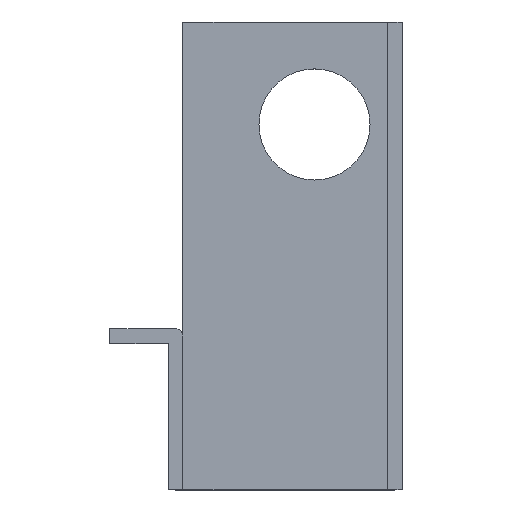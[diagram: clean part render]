
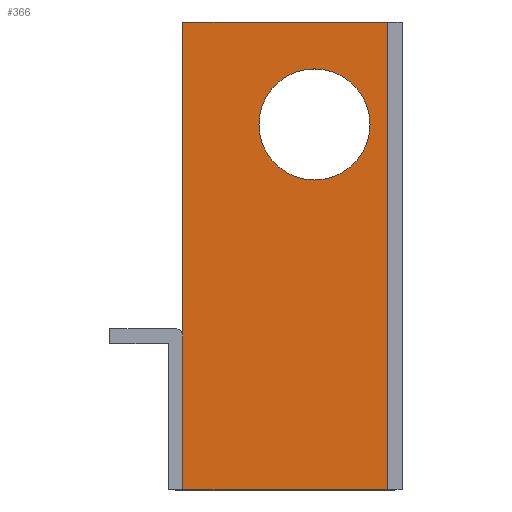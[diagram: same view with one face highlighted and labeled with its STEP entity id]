
A CAD part, top view. The second image highlights one B-rep face of the part: STEP entity #366.
In plain terms, the highlighted planar face has unit normal (0, 0, 1).
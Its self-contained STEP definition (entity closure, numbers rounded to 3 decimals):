
#88 = VERTEX_POINT('',#89);
#89 = CARTESIAN_POINT('',(-7.5,-16.,1.));
#95 = EDGE_CURVE('',#88,#96,#98,.T.);
#96 = VERTEX_POINT('',#97);
#97 = CARTESIAN_POINT('',(-7.5,-6.,1.));
#98 = LINE('',#99,#100);
#99 = CARTESIAN_POINT('',(-7.5,-16.,1.));
#100 = VECTOR('',#101,1.);
#101 = DIRECTION('',(0.,1.,0.));
#205 = VERTEX_POINT('',#206);
#206 = CARTESIAN_POINT('',(6.5,-16.,1.));
#212 = EDGE_CURVE('',#205,#88,#213,.T.);
#213 = LINE('',#214,#215);
#214 = CARTESIAN_POINT('',(7.5,-16.,1.));
#215 = VECTOR('',#216,1.);
#216 = DIRECTION('',(-1.,0.,0.));
#366 = ADVANCED_FACE('',(#367,#393),#404,.T.);
#367 = FACE_BOUND('',#368,.T.);
#368 = EDGE_LOOP('',(#369,#370,#371,#379,#387));
#369 = ORIENTED_EDGE('',*,*,#95,.F.);
#370 = ORIENTED_EDGE('',*,*,#212,.F.);
#371 = ORIENTED_EDGE('',*,*,#372,.F.);
#372 = EDGE_CURVE('',#373,#205,#375,.T.);
#373 = VERTEX_POINT('',#374);
#374 = CARTESIAN_POINT('',(6.5,16.,1.));
#375 = LINE('',#376,#377);
#376 = CARTESIAN_POINT('',(6.5,16.,1.));
#377 = VECTOR('',#378,1.);
#378 = DIRECTION('',(0.,-1.,0.));
#379 = ORIENTED_EDGE('',*,*,#380,.F.);
#380 = EDGE_CURVE('',#381,#373,#383,.T.);
#381 = VERTEX_POINT('',#382);
#382 = CARTESIAN_POINT('',(-7.5,16.,1.));
#383 = LINE('',#384,#385);
#384 = CARTESIAN_POINT('',(-7.5,16.,1.));
#385 = VECTOR('',#386,1.);
#386 = DIRECTION('',(1.,0.,0.));
#387 = ORIENTED_EDGE('',*,*,#388,.F.);
#388 = EDGE_CURVE('',#96,#381,#389,.T.);
#389 = LINE('',#390,#391);
#390 = CARTESIAN_POINT('',(-7.5,-6.,1.));
#391 = VECTOR('',#392,1.);
#392 = DIRECTION('',(0.,1.,0.));
#393 = FACE_BOUND('',#394,.T.);
#394 = EDGE_LOOP('',(#395));
#395 = ORIENTED_EDGE('',*,*,#396,.F.);
#396 = EDGE_CURVE('',#397,#397,#399,.T.);
#397 = VERTEX_POINT('',#398);
#398 = CARTESIAN_POINT('',(5.3,9.,1.));
#399 = CIRCLE('',#400,3.8);
#400 = AXIS2_PLACEMENT_3D('',#401,#402,#403);
#401 = CARTESIAN_POINT('',(1.5,9.,1.));
#402 = DIRECTION('',(0.,0.,1.));
#403 = DIRECTION('',(1.,0.,0.));
#404 = PLANE('',#405);
#405 = AXIS2_PLACEMENT_3D('',#406,#407,#408);
#406 = CARTESIAN_POINT('',(-0.894,0.106,1.));
#407 = DIRECTION('',(0.,0.,1.));
#408 = DIRECTION('',(1.,0.,0.));
